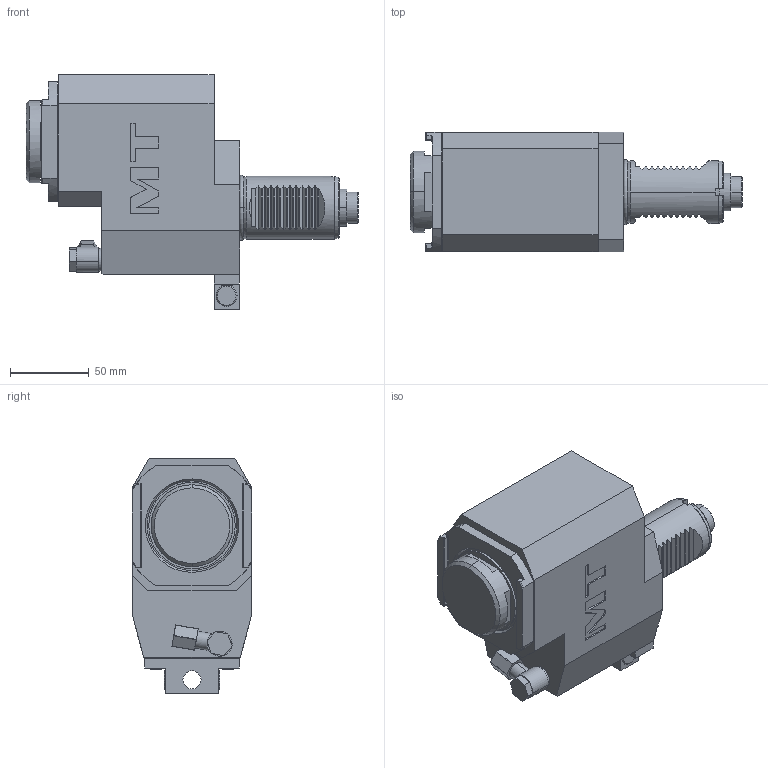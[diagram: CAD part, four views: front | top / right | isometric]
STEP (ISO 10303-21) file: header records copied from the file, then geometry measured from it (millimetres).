
FILE_DESCRIPTION((''),'2;1');
FILE_NAME('SAU0918132_CONF','2025-01-17T15:11:01',('fpalella'),('M.T. srl'),'CREO PARAMETRIC BY PTC INC, 2023352','CREO PARAMETRIC BY PTC INC, 2023352','');
FILE_SCHEMA(('CONFIG_CONTROL_DESIGN'));
Length unit declared in the file: millimetre
Products named in the file (1): SAU0918132_CONF
Bounding box: 211 x 76 x 149 mm (x, y, z)
Volume: 1081548.6 mm3; surface area: 87292.6 mm2
Topology: 1 solids, 1 shells, 372 faces, 970 edges, 626 vertices
Faces by surface type: plane 228, cylinder 91, cone 35, torus 14, extrusion 4
Entity records: 12217 total; most frequent: CARTESIAN_POINT 3208, ORIENTED_EDGE 1932, DIRECTION 1753, EDGE_CURVE 966, VERTEX_POINT 626, AXIS2_PLACEMENT_3D 589, VECTOR 575, LINE 571
